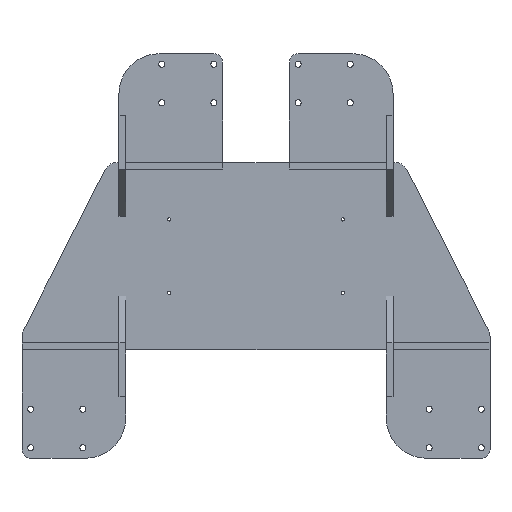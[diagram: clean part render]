
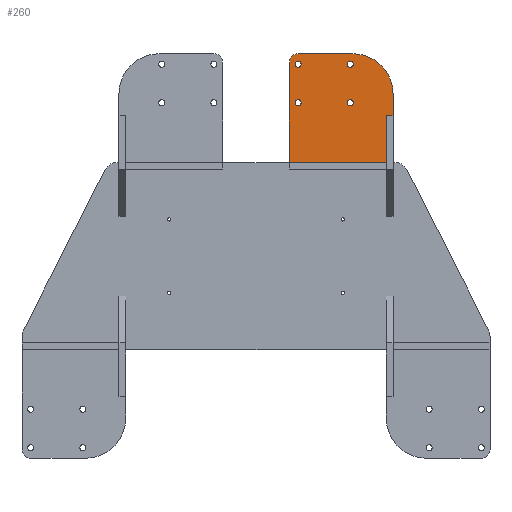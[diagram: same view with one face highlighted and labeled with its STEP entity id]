
A CAD part, top view. The second image highlights one B-rep face of the part: STEP entity #260.
In plain terms, the highlighted planar face has unit normal (0, 0, 1).
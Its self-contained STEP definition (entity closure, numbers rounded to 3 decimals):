
#260=ADVANCED_FACE('',(#531,#532,#533,#534,#535),#536,.F.);
#531=FACE_BOUND('',#903,.T.);
#532=FACE_BOUND('',#904,.T.);
#533=FACE_BOUND('',#905,.T.);
#534=FACE_BOUND('',#906,.T.);
#535=FACE_OUTER_BOUND('',#907,.T.);
#536=PLANE('',#908);
#903=EDGE_LOOP('',(#1769));
#904=EDGE_LOOP('',(#1770));
#905=EDGE_LOOP('',(#1771));
#906=EDGE_LOOP('',(#1772));
#907=EDGE_LOOP('',(#1773,#1774,#1775,#1776,#1777,#1778,#1779,#1780));
#908=AXIS2_PLACEMENT_3D('',#1781,#1782,#1783);
#1769=ORIENTED_EDGE('',*,*,#2496,.T.);
#1770=ORIENTED_EDGE('',*,*,#2497,.T.);
#1771=ORIENTED_EDGE('',*,*,#2498,.T.);
#1772=ORIENTED_EDGE('',*,*,#2495,.T.);
#1773=ORIENTED_EDGE('',*,*,#2499,.F.);
#1774=ORIENTED_EDGE('',*,*,#2500,.T.);
#1775=ORIENTED_EDGE('',*,*,#2501,.F.);
#1776=ORIENTED_EDGE('',*,*,#2502,.T.);
#1777=ORIENTED_EDGE('',*,*,#2503,.F.);
#1778=ORIENTED_EDGE('',*,*,#2504,.F.);
#1779=ORIENTED_EDGE('',*,*,#2505,.F.);
#1780=ORIENTED_EDGE('',*,*,#2506,.F.);
#1781=CARTESIAN_POINT('',(650.938,302.5,27.354));
#1782=DIRECTION('',(0.0,0.0,-1.0));
#1783=DIRECTION('',(0.0,1.0,0.0));
#2495=EDGE_CURVE('',#3014,#3014,#3015,.T.);
#2496=EDGE_CURVE('',#3016,#3016,#3017,.T.);
#2497=EDGE_CURVE('',#3018,#3018,#3019,.T.);
#2498=EDGE_CURVE('',#3020,#3020,#3021,.T.);
#2499=EDGE_CURVE('',#3022,#3023,#3024,.T.);
#2500=EDGE_CURVE('',#3022,#3025,#3026,.F.);
#2501=EDGE_CURVE('',#3027,#3025,#3028,.T.);
#2502=EDGE_CURVE('',#3027,#3029,#3030,.F.);
#2503=EDGE_CURVE('',#3031,#3029,#3032,.T.);
#2504=EDGE_CURVE('',#3033,#3031,#3034,.T.);
#2505=EDGE_CURVE('',#3035,#3033,#3036,.T.);
#2506=EDGE_CURVE('',#3023,#3035,#3037,.T.);
#3014=VERTEX_POINT('',#3830);
#3015=CIRCLE('',#3831,4.5);
#3016=VERTEX_POINT('',#3832);
#3017=CIRCLE('',#3833,4.5);
#3018=VERTEX_POINT('',#3834);
#3019=CIRCLE('',#3835,4.5);
#3020=VERTEX_POINT('',#3836);
#3021=CIRCLE('',#3837,4.5);
#3022=VERTEX_POINT('',#3838);
#3023=VERTEX_POINT('',#3839);
#3024=LINE('',#3840,#3841);
#3025=VERTEX_POINT('',#3842);
#3026=CIRCLE('',#3843,60.0);
#3027=VERTEX_POINT('',#3844);
#3028=LINE('',#3845,#3846);
#3029=VERTEX_POINT('',#3847);
#3030=CIRCLE('',#3848,13.0);
#3031=VERTEX_POINT('',#3849);
#3032=LINE('',#3850,#3851);
#3033=VERTEX_POINT('',#3852);
#3034=LINE('',#3853,#3854);
#3035=VERTEX_POINT('',#3855);
#3036=LINE('',#3856,#3857);
#3037=LINE('',#3858,#3859);
#3830=CARTESIAN_POINT('',(659.438,229.25,27.354));
#3831=AXIS2_PLACEMENT_3D('',#4489,#4490,#4491);
#3832=CARTESIAN_POINT('',(737.438,229.25,27.354));
#3833=AXIS2_PLACEMENT_3D('',#4492,#4493,#4494);
#3834=CARTESIAN_POINT('',(737.438,286.75,27.354));
#3835=AXIS2_PLACEMENT_3D('',#4495,#4496,#4497);
#3836=CARTESIAN_POINT('',(659.438,286.75,27.354));
#3837=AXIS2_PLACEMENT_3D('',#4498,#4499,#4500);
#3838=CARTESIAN_POINT('',(805.938,242.5,27.354));
#3839=CARTESIAN_POINT('',(805.938,210.1,27.354));
#3840=CARTESIAN_POINT('',(805.938,302.5,27.354));
#3841=VECTOR('',#4501,1.0);
#3842=CARTESIAN_POINT('',(745.938,302.5,27.354));
#3843=AXIS2_PLACEMENT_3D('',#4502,#4503,#4504);
#3844=CARTESIAN_POINT('',(663.938,302.5,27.354));
#3845=CARTESIAN_POINT('',(650.938,302.5,27.354));
#3846=VECTOR('',#4505,1.0);
#3847=CARTESIAN_POINT('',(650.938,289.5,27.354));
#3848=AXIS2_PLACEMENT_3D('',#4506,#4507,#4508);
#3849=CARTESIAN_POINT('',(650.938,140.0,27.354));
#3850=CARTESIAN_POINT('',(650.938,140.0,27.354));
#3851=VECTOR('',#4509,1.0);
#3852=CARTESIAN_POINT('',(795.838,140.0,27.354));
#3853=CARTESIAN_POINT('',(805.938,140.0,27.354));
#3854=VECTOR('',#4510,1.0);
#3855=CARTESIAN_POINT('',(795.838,210.1,27.354));
#3856=CARTESIAN_POINT('',(795.838,302.5,27.354));
#3857=VECTOR('',#4511,1.0);
#3858=CARTESIAN_POINT('',(650.938,210.1,27.354));
#3859=VECTOR('',#4512,1.0);
#4489=CARTESIAN_POINT('',(663.938,229.25,27.354));
#4490=DIRECTION('',(0.0,0.0,-1.0));
#4491=DIRECTION('',(-1.0,0.0,0.0));
#4492=CARTESIAN_POINT('',(741.938,229.25,27.354));
#4493=DIRECTION('',(0.0,0.0,-1.0));
#4494=DIRECTION('',(-1.0,0.0,0.0));
#4495=CARTESIAN_POINT('',(741.938,286.75,27.354));
#4496=DIRECTION('',(0.0,0.0,-1.0));
#4497=DIRECTION('',(-1.0,0.0,0.0));
#4498=CARTESIAN_POINT('',(663.938,286.75,27.354));
#4499=DIRECTION('',(0.0,0.0,-1.0));
#4500=DIRECTION('',(-1.0,0.0,0.0));
#4501=DIRECTION('',(0.0,-1.0,0.0));
#4502=CARTESIAN_POINT('',(745.938,242.5,27.354));
#4503=DIRECTION('',(0.0,0.0,-1.0));
#4504=DIRECTION('',(-1.0,0.0,0.0));
#4505=DIRECTION('',(1.0,0.0,0.0));
#4506=CARTESIAN_POINT('',(663.938,289.5,27.354));
#4507=DIRECTION('',(0.0,0.0,-1.0));
#4508=DIRECTION('',(-1.0,0.0,0.0));
#4509=DIRECTION('',(0.0,1.0,0.0));
#4510=DIRECTION('',(-1.0,0.0,0.0));
#4511=DIRECTION('',(0.0,-1.0,0.0));
#4512=DIRECTION('',(-1.0,0.,0.0));
